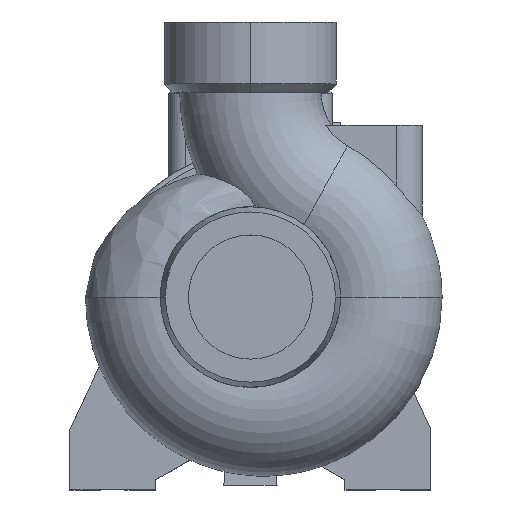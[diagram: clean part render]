
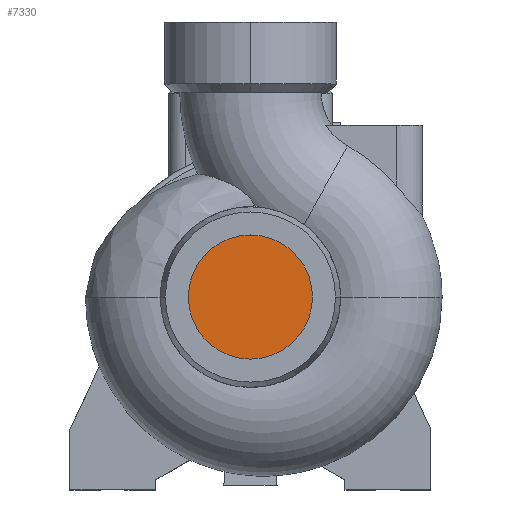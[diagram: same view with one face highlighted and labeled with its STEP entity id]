
A CAD part, top view. The second image highlights one B-rep face of the part: STEP entity #7330.
In plain terms, the highlighted planar face has unit normal (0, 0, 1).
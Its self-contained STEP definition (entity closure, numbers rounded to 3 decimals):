
#1765 = AXIS2_PLACEMENT_3D ( 'NONE', #11562, #10829, #3375 ) ;
#1865 = DIRECTION ( 'NONE',  ( 0., 0., 1. ) ) ;
#1946 = AXIS2_PLACEMENT_3D ( 'NONE', #2823, #4529, #9111 ) ;
#2006 = EDGE_LOOP ( 'NONE', ( #9268, #6612 ) ) ;
#2486 = CARTESIAN_POINT ( 'NONE',  ( 36.1, 0., 57.5 ) ) ;
#2823 = CARTESIAN_POINT ( 'NONE',  ( 0., 0., 57.5 ) ) ;
#2918 = CIRCLE ( 'NONE', #1946, 36.1 ) ;
#3375 = DIRECTION ( 'NONE',  ( -1., 0., 0. ) ) ;
#4060 = VERTEX_POINT ( 'NONE', #2486 ) ;
#4529 = DIRECTION ( 'NONE',  ( 0., 0., 1. ) ) ;
#4724 = VERTEX_POINT ( 'NONE', #11686 ) ;
#5551 = EDGE_CURVE ( 'NONE', #4060, #4724, #6118, .T. ) ;
#6118 = CIRCLE ( 'NONE', #8661, 36.1 ) ;
#6612 = ORIENTED_EDGE ( 'NONE', *, *, #7139, .T. ) ;
#7139 = EDGE_CURVE ( 'NONE', #4724, #4060, #2918, .T. ) ;
#7330 = ADVANCED_FACE ( 'NONE', ( #11736 ), #9898, .F. ) ;
#8661 = AXIS2_PLACEMENT_3D ( 'NONE', #11942, #1865, #10153 ) ;
#9111 = DIRECTION ( 'NONE',  ( 1., 0., 0. ) ) ;
#9268 = ORIENTED_EDGE ( 'NONE', *, *, #5551, .T. ) ;
#9898 = PLANE ( 'NONE',  #1765 ) ;
#10153 = DIRECTION ( 'NONE',  ( 1., 0., 0. ) ) ;
#10829 = DIRECTION ( 'NONE',  ( 0., 0., -1. ) ) ;
#11562 = CARTESIAN_POINT ( 'NONE',  ( 0., 36.1, 57.5 ) ) ;
#11686 = CARTESIAN_POINT ( 'NONE',  ( -36.1, 0., 57.5 ) ) ;
#11736 = FACE_OUTER_BOUND ( 'NONE', #2006, .T. ) ;
#11942 = CARTESIAN_POINT ( 'NONE',  ( 0., 0., 57.5 ) ) ;
